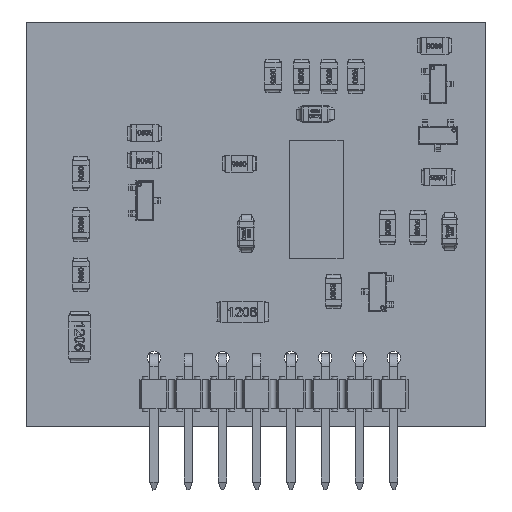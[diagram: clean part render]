
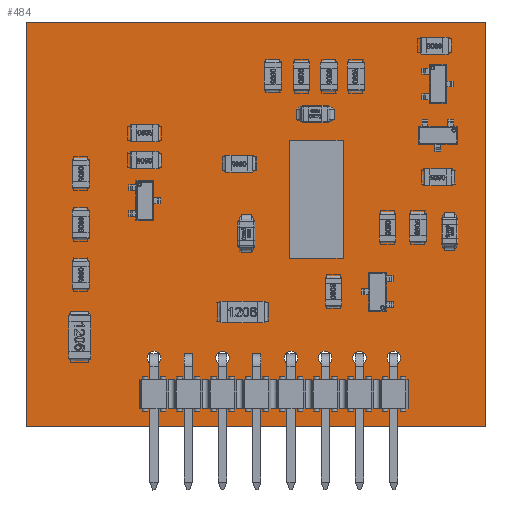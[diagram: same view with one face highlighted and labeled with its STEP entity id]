
A CAD part, top view. The second image highlights one B-rep face of the part: STEP entity #484.
In plain terms, the highlighted planar face has unit normal (0, 0, 1).
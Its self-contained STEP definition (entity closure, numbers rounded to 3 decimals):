
#139 = VERTEX_POINT('',#140);
#140 = CARTESIAN_POINT('',(0.,0.,1.646));
#146 = EDGE_CURVE('',#139,#147,#149,.T.);
#147 = VERTEX_POINT('',#148);
#148 = CARTESIAN_POINT('',(34.,0.,1.646));
#149 = LINE('',#150,#151);
#150 = CARTESIAN_POINT('',(0.,0.,1.646));
#151 = VECTOR('',#152,1.);
#152 = DIRECTION('',(1.,0.,0.));
#177 = EDGE_CURVE('',#147,#178,#180,.T.);
#178 = VERTEX_POINT('',#179);
#179 = CARTESIAN_POINT('',(34.,30.,1.646));
#180 = LINE('',#181,#182);
#181 = CARTESIAN_POINT('',(34.,0.,1.646));
#182 = VECTOR('',#183,1.);
#183 = DIRECTION('',(0.,1.,0.));
#208 = EDGE_CURVE('',#178,#209,#211,.T.);
#209 = VERTEX_POINT('',#210);
#210 = CARTESIAN_POINT('',(0.,30.,1.646));
#211 = LINE('',#212,#213);
#212 = CARTESIAN_POINT('',(34.,30.,1.646));
#213 = VECTOR('',#214,1.);
#214 = DIRECTION('',(-1.,0.,0.));
#239 = EDGE_CURVE('',#209,#139,#240,.T.);
#240 = LINE('',#241,#242);
#241 = CARTESIAN_POINT('',(0.,30.,1.646));
#242 = VECTOR('',#243,1.);
#243 = DIRECTION('',(0.,-1.,0.));
#263 = VERTEX_POINT('',#264);
#264 = CARTESIAN_POINT('',(20.093,5.099,1.646));
#270 = EDGE_CURVE('',#263,#263,#271,.T.);
#271 = CIRCLE('',#272,0.5);
#272 = AXIS2_PLACEMENT_3D('',#273,#274,#275);
#273 = CARTESIAN_POINT('',(19.593,5.099,1.646));
#274 = DIRECTION('',(0.,0.,1.));
#275 = DIRECTION('',(1.,0.,0.));
#296 = VERTEX_POINT('',#297);
#297 = CARTESIAN_POINT('',(9.933,5.099,1.646));
#303 = EDGE_CURVE('',#296,#296,#304,.T.);
#304 = CIRCLE('',#305,0.5);
#305 = AXIS2_PLACEMENT_3D('',#306,#307,#308);
#306 = CARTESIAN_POINT('',(9.433,5.099,1.646));
#307 = DIRECTION('',(0.,0.,1.));
#308 = DIRECTION('',(1.,0.,0.));
#329 = VERTEX_POINT('',#330);
#330 = CARTESIAN_POINT('',(15.013,5.099,1.646));
#336 = EDGE_CURVE('',#329,#329,#337,.T.);
#337 = CIRCLE('',#338,0.5);
#338 = AXIS2_PLACEMENT_3D('',#339,#340,#341);
#339 = CARTESIAN_POINT('',(14.513,5.099,1.646));
#340 = DIRECTION('',(0.,0.,1.));
#341 = DIRECTION('',(1.,0.,0.));
#362 = VERTEX_POINT('',#363);
#363 = CARTESIAN_POINT('',(27.713,5.099,1.646));
#369 = EDGE_CURVE('',#362,#362,#370,.T.);
#370 = CIRCLE('',#371,0.5);
#371 = AXIS2_PLACEMENT_3D('',#372,#373,#374);
#372 = CARTESIAN_POINT('',(27.213,5.099,1.646));
#373 = DIRECTION('',(0.,0.,1.));
#374 = DIRECTION('',(1.,0.,0.));
#395 = VERTEX_POINT('',#396);
#396 = CARTESIAN_POINT('',(22.633,5.099,1.646));
#402 = EDGE_CURVE('',#395,#395,#403,.T.);
#403 = CIRCLE('',#404,0.5);
#404 = AXIS2_PLACEMENT_3D('',#405,#406,#407);
#405 = CARTESIAN_POINT('',(22.133,5.099,1.646));
#406 = DIRECTION('',(0.,0.,1.));
#407 = DIRECTION('',(1.,0.,0.));
#428 = VERTEX_POINT('',#429);
#429 = CARTESIAN_POINT('',(25.173,5.099,1.646));
#435 = EDGE_CURVE('',#428,#428,#436,.T.);
#436 = CIRCLE('',#437,0.5);
#437 = AXIS2_PLACEMENT_3D('',#438,#439,#440);
#438 = CARTESIAN_POINT('',(24.673,5.099,1.646));
#439 = DIRECTION('',(0.,0.,1.));
#440 = DIRECTION('',(1.,0.,0.));
#484 = ADVANCED_FACE('',(#485,#491,#494,#497,#500,#503,#506),#509,.F.);
#485 = FACE_BOUND('',#486,.T.);
#486 = EDGE_LOOP('',(#487,#488,#489,#490));
#487 = ORIENTED_EDGE('',*,*,#146,.T.);
#488 = ORIENTED_EDGE('',*,*,#177,.T.);
#489 = ORIENTED_EDGE('',*,*,#208,.T.);
#490 = ORIENTED_EDGE('',*,*,#239,.T.);
#491 = FACE_BOUND('',#492,.F.);
#492 = EDGE_LOOP('',(#493));
#493 = ORIENTED_EDGE('',*,*,#270,.T.);
#494 = FACE_BOUND('',#495,.F.);
#495 = EDGE_LOOP('',(#496));
#496 = ORIENTED_EDGE('',*,*,#303,.T.);
#497 = FACE_BOUND('',#498,.F.);
#498 = EDGE_LOOP('',(#499));
#499 = ORIENTED_EDGE('',*,*,#336,.T.);
#500 = FACE_BOUND('',#501,.F.);
#501 = EDGE_LOOP('',(#502));
#502 = ORIENTED_EDGE('',*,*,#369,.T.);
#503 = FACE_BOUND('',#504,.F.);
#504 = EDGE_LOOP('',(#505));
#505 = ORIENTED_EDGE('',*,*,#402,.T.);
#506 = FACE_BOUND('',#507,.F.);
#507 = EDGE_LOOP('',(#508));
#508 = ORIENTED_EDGE('',*,*,#435,.T.);
#509 = PLANE('',#510);
#510 = AXIS2_PLACEMENT_3D('',#511,#512,#513);
#511 = CARTESIAN_POINT('',(0.,0.,1.646));
#512 = DIRECTION('',(0.,0.,-1.));
#513 = DIRECTION('',(-1.,0.,0.));
